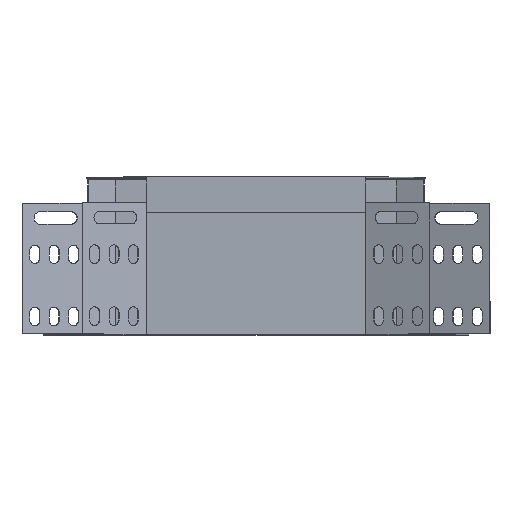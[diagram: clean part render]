
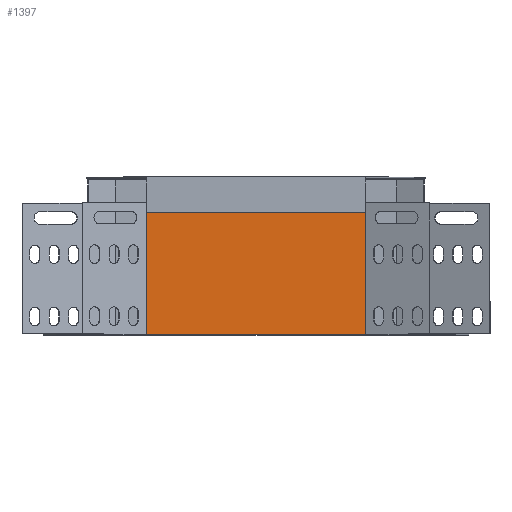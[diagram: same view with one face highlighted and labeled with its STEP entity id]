
A CAD part, top view. The second image highlights one B-rep face of the part: STEP entity #1397.
In plain terms, the highlighted planar face has unit normal (0, 0, 1).
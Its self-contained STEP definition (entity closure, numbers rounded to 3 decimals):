
#69 = LINE ( 'NONE', #4343, #4680 ) ;
#204 = VERTEX_POINT ( 'NONE', #2667 ) ;
#500 = CARTESIAN_POINT ( 'NONE',  ( -44.214, 238.156, -113.859 ) ) ;
#536 = VECTOR ( 'NONE', #6323, 1000. ) ;
#1371 = LINE ( 'NONE', #7697, #7454 ) ;
#1397 = ADVANCED_FACE ( 'NONE', ( #3493 ), #2867, .F. ) ;
#1518 = CARTESIAN_POINT ( 'NONE',  ( -44.214, 238.156, -113.859 ) ) ;
#1581 = CARTESIAN_POINT ( 'NONE',  ( -44.214, 238.156, -113.859 ) ) ;
#1789 = VECTOR ( 'NONE', #7088, 1000. ) ;
#1907 = DIRECTION ( 'NONE',  ( -1., 0., 0. ) ) ;
#2127 = ORIENTED_EDGE ( 'NONE', *, *, #5061, .F. ) ;
#2165 = VERTEX_POINT ( 'NONE', #5368 ) ;
#2212 = CARTESIAN_POINT ( 'NONE',  ( 97.208, 238.156, -113.859 ) ) ;
#2505 = DIRECTION ( 'NONE',  ( -1., 0., 0. ) ) ;
#2531 = DIRECTION ( 'NONE',  ( 0., 0., -1. ) ) ;
#2585 = CARTESIAN_POINT ( 'NONE',  ( -44.214, 238.156, -113.859 ) ) ;
#2667 = CARTESIAN_POINT ( 'NONE',  ( 97.208, 238.156, -113.859 ) ) ;
#2867 = PLANE ( 'NONE',  #7682 ) ;
#2901 = ORIENTED_EDGE ( 'NONE', *, *, #3541, .F. ) ;
#3117 = CARTESIAN_POINT ( 'NONE',  ( 97.208, 238.156, -113.859 ) ) ;
#3230 = ORIENTED_EDGE ( 'NONE', *, *, #5040, .F. ) ;
#3400 = ORIENTED_EDGE ( 'NONE', *, *, #4123, .F. ) ;
#3427 = LINE ( 'NONE', #500, #1789 ) ;
#3432 = LINE ( 'NONE', #3117, #7631 ) ;
#3437 = CARTESIAN_POINT ( 'NONE',  ( -44.214, 223.156, -113.859 ) ) ;
#3493 = FACE_OUTER_BOUND ( 'NONE', #4057, .T. ) ;
#3541 = EDGE_CURVE ( 'NONE', #6629, #204, #3427, .T. ) ;
#3731 = DIRECTION ( 'NONE',  ( 0., -1., 0. ) ) ;
#3872 = LINE ( 'NONE', #2212, #536 ) ;
#4057 = EDGE_LOOP ( 'NONE', ( #2127, #6647, #3230, #3400, #2901, #6014 ) ) ;
#4123 = EDGE_CURVE ( 'NONE', #204, #7463, #3872, .T. ) ;
#4343 = CARTESIAN_POINT ( 'NONE',  ( -44.214, 223.156, -113.859 ) ) ;
#4680 = VECTOR ( 'NONE', #7148, 1000. ) ;
#4804 = EDGE_CURVE ( 'NONE', #7179, #6629, #6937, .T. ) ;
#5040 = EDGE_CURVE ( 'NONE', #7463, #2165, #3432, .T. ) ;
#5061 = EDGE_CURVE ( 'NONE', #6884, #7179, #69, .T. ) ;
#5072 = EDGE_CURVE ( 'NONE', #2165, #6884, #1371, .T. ) ;
#5368 = CARTESIAN_POINT ( 'NONE',  ( 97.208, 138.156, -113.859 ) ) ;
#5487 = VECTOR ( 'NONE', #6297, 1000. ) ;
#5972 = CARTESIAN_POINT ( 'NONE',  ( 97.208, 223.156, -113.859 ) ) ;
#6014 = ORIENTED_EDGE ( 'NONE', *, *, #4804, .F. ) ;
#6297 = DIRECTION ( 'NONE',  ( 0., 1., 0. ) ) ;
#6323 = DIRECTION ( 'NONE',  ( 0., -1., 0. ) ) ;
#6629 = VERTEX_POINT ( 'NONE', #1581 ) ;
#6647 = ORIENTED_EDGE ( 'NONE', *, *, #5072, .F. ) ;
#6884 = VERTEX_POINT ( 'NONE', #7032 ) ;
#6937 = LINE ( 'NONE', #1518, #5487 ) ;
#7032 = CARTESIAN_POINT ( 'NONE',  ( -44.214, 138.156, -113.859 ) ) ;
#7088 = DIRECTION ( 'NONE',  ( 1., 0., 0. ) ) ;
#7148 = DIRECTION ( 'NONE',  ( 0., 1., 0. ) ) ;
#7179 = VERTEX_POINT ( 'NONE', #3437 ) ;
#7454 = VECTOR ( 'NONE', #1907, 1000. ) ;
#7463 = VERTEX_POINT ( 'NONE', #5972 ) ;
#7631 = VECTOR ( 'NONE', #3731, 1000. ) ;
#7682 = AXIS2_PLACEMENT_3D ( 'NONE', #2585, #2531, #2505 ) ;
#7697 = CARTESIAN_POINT ( 'NONE',  ( 97.208, 138.156, -113.859 ) ) ;
